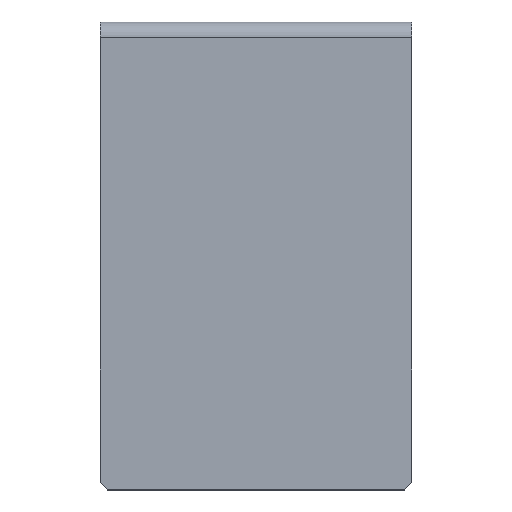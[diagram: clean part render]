
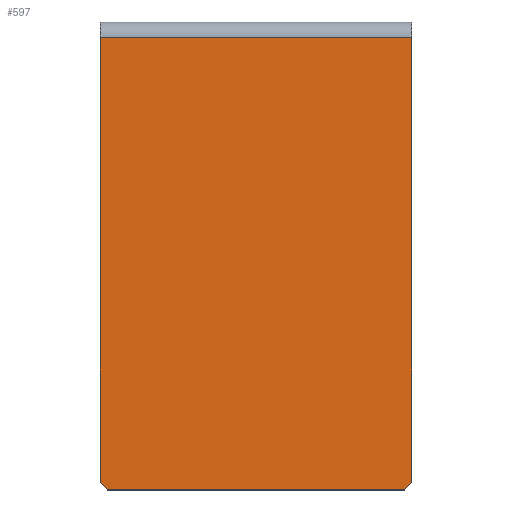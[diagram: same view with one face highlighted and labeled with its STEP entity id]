
A CAD part, top view. The second image highlights one B-rep face of the part: STEP entity #597.
In plain terms, the highlighted planar face has unit normal (0, 0, 1).
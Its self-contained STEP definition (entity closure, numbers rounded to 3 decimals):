
#8 = CARTESIAN_POINT ( 'NONE',  ( 20., 30., 0. ) ) ;
#35 = FACE_OUTER_BOUND ( 'NONE', #543, .T. ) ;
#45 = LINE ( 'NONE', #8, #253 ) ;
#54 = VERTEX_POINT ( 'NONE', #230 ) ;
#60 = LINE ( 'NONE', #237, #445 ) ;
#61 = ORIENTED_EDGE ( 'NONE', *, *, #139, .T. ) ;
#63 = ORIENTED_EDGE ( 'NONE', *, *, #419, .F. ) ;
#64 = DIRECTION ( 'NONE',  ( 0., 0., -1. ) ) ;
#83 = CARTESIAN_POINT ( 'NONE',  ( 0., 0.5, 0. ) ) ;
#85 = CARTESIAN_POINT ( 'NONE',  ( 0., 29., 0. ) ) ;
#115 = EDGE_CURVE ( 'NONE', #402, #361, #60, .T. ) ;
#126 = VECTOR ( 'NONE', #574, 1000. ) ;
#139 = EDGE_CURVE ( 'NONE', #361, #473, #239, .T. ) ;
#142 = LINE ( 'NONE', #557, #461 ) ;
#145 = VECTOR ( 'NONE', #165, 1000. ) ;
#165 = DIRECTION ( 'NONE',  ( -1., 0., 0. ) ) ;
#174 = AXIS2_PLACEMENT_3D ( 'NONE', #592, #64, #532 ) ;
#197 = CARTESIAN_POINT ( 'NONE',  ( 0.5, 0., 0. ) ) ;
#220 = VERTEX_POINT ( 'NONE', #347 ) ;
#229 = CARTESIAN_POINT ( 'NONE',  ( 0.5, 0., 0. ) ) ;
#230 = CARTESIAN_POINT ( 'NONE',  ( 19.5, 0., 0. ) ) ;
#237 = CARTESIAN_POINT ( 'NONE',  ( 0., 30., 0. ) ) ;
#239 = LINE ( 'NONE', #197, #126 ) ;
#248 = EDGE_CURVE ( 'NONE', #54, #220, #582, .T. ) ;
#253 = VECTOR ( 'NONE', #555, 1000. ) ;
#254 = LINE ( 'NONE', #545, #145 ) ;
#255 = ORIENTED_EDGE ( 'NONE', *, *, #427, .F. ) ;
#275 = DIRECTION ( 'NONE',  ( -1., 0., 0. ) ) ;
#311 = VERTEX_POINT ( 'NONE', #317 ) ;
#317 = CARTESIAN_POINT ( 'NONE',  ( 20., 29., 0. ) ) ;
#319 = VECTOR ( 'NONE', #497, 1000. ) ;
#321 = ORIENTED_EDGE ( 'NONE', *, *, #115, .T. ) ;
#322 = EDGE_CURVE ( 'NONE', #311, #402, #254, .T. ) ;
#341 = DIRECTION ( 'NONE',  ( 0., -1., 0. ) ) ;
#346 = PLANE ( 'NONE',  #174 ) ;
#347 = CARTESIAN_POINT ( 'NONE',  ( 20., 0.5, 0. ) ) ;
#361 = VERTEX_POINT ( 'NONE', #83 ) ;
#402 = VERTEX_POINT ( 'NONE', #85 ) ;
#419 = EDGE_CURVE ( 'NONE', #311, #220, #45, .T. ) ;
#427 = EDGE_CURVE ( 'NONE', #54, #473, #142, .T. ) ;
#428 = ORIENTED_EDGE ( 'NONE', *, *, #248, .T. ) ;
#445 = VECTOR ( 'NONE', #341, 1000. ) ;
#449 = CARTESIAN_POINT ( 'NONE',  ( 20., 0.5, 0. ) ) ;
#461 = VECTOR ( 'NONE', #275, 1000. ) ;
#473 = VERTEX_POINT ( 'NONE', #229 ) ;
#497 = DIRECTION ( 'NONE',  ( 0.707, 0.707, 0. ) ) ;
#532 = DIRECTION ( 'NONE',  ( 0., 1., 0. ) ) ;
#543 = EDGE_LOOP ( 'NONE', ( #255, #428, #63, #591, #321, #61 ) ) ;
#545 = CARTESIAN_POINT ( 'NONE',  ( 20., 29., 0. ) ) ;
#555 = DIRECTION ( 'NONE',  ( 0., -1., 0. ) ) ;
#557 = CARTESIAN_POINT ( 'NONE',  ( 20., 0., 0. ) ) ;
#574 = DIRECTION ( 'NONE',  ( 0.707, -0.707, 0. ) ) ;
#582 = LINE ( 'NONE', #449, #319 ) ;
#591 = ORIENTED_EDGE ( 'NONE', *, *, #322, .T. ) ;
#592 = CARTESIAN_POINT ( 'NONE',  ( 20., 30., 0. ) ) ;
#597 = ADVANCED_FACE ( 'NONE', ( #35 ), #346, .F. ) ;
